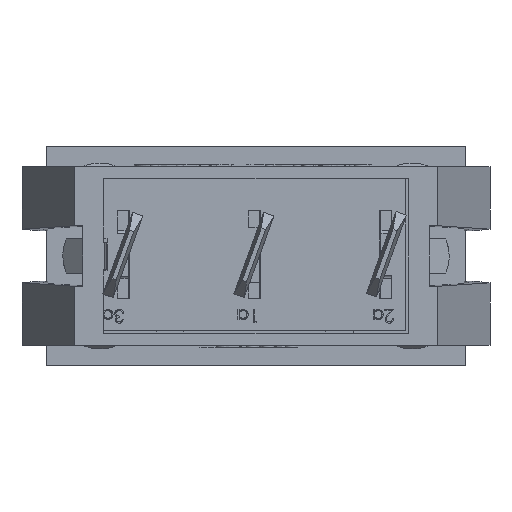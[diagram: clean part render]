
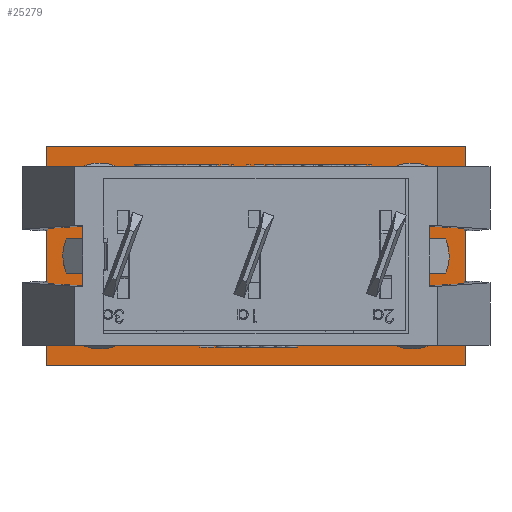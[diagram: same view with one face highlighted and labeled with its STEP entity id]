
A CAD part, front view. The second image highlights one B-rep face of the part: STEP entity #25279.
In plain terms, the highlighted planar face has unit normal (0, -1, 0).
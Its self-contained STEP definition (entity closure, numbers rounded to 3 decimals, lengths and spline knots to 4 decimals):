
#1279=FACE_BOUND('',#3366,.T.);
#1529=CIRCLE('',#26735,0.125);
#1530=CIRCLE('',#26736,0.125);
#1531=CIRCLE('',#26737,0.125);
#1532=CIRCLE('',#26738,0.125);
#1533=CIRCLE('',#26739,0.125);
#1534=CIRCLE('',#26740,0.125);
#1951=FACE_OUTER_BOUND('',#3365,.T.);
#3365=EDGE_LOOP('',(#18444,#18445,#18446,#18447));
#3366=EDGE_LOOP('',(#18448,#18449,#18450,#18451,#18452,#18453,#18454,#18455,
#18456,#18457,#18458,#18459,#18460,#18461,#18462,#18463,#18464,#18465,#18466,
#18467));
#5217=LINE('',#38231,#7844);
#5221=LINE('',#38239,#7848);
#5225=LINE('',#38247,#7852);
#5478=LINE('',#42018,#8105);
#5482=LINE('',#42026,#8109);
#5486=LINE('',#42034,#8113);
#5628=LINE('',#43479,#8255);
#5629=LINE('',#43481,#8256);
#5630=LINE('',#43483,#8257);
#5631=LINE('',#43484,#8258);
#5632=LINE('',#43488,#8259);
#5633=LINE('',#43490,#8260);
#5634=LINE('',#43494,#8261);
#5635=LINE('',#43495,#8262);
#5636=LINE('',#43499,#8263);
#5637=LINE('',#43501,#8264);
#5638=LINE('',#43505,#8265);
#5639=LINE('',#43506,#8266);
#7844=VECTOR('',#29227,0.);
#7848=VECTOR('',#29231,0.8);
#7852=VECTOR('',#29235,0.);
#8105=VECTOR('',#29520,0.);
#8109=VECTOR('',#29524,0.8);
#8113=VECTOR('',#29528,0.);
#8255=VECTOR('',#29762,1.205);
#8256=VECTOR('',#29763,0.63);
#8257=VECTOR('',#29764,1.205);
#8258=VECTOR('',#29765,0.63);
#8259=VECTOR('',#29770,0.208);
#8260=VECTOR('',#29771,0.047);
#8261=VECTOR('',#29774,0.047);
#8262=VECTOR('',#29775,0.208);
#8263=VECTOR('',#29780,0.208);
#8264=VECTOR('',#29781,0.047);
#8265=VECTOR('',#29784,0.047);
#8266=VECTOR('',#29785,0.208);
#10363=VERTEX_POINT('',#38228);
#10364=VERTEX_POINT('',#38230);
#10367=VERTEX_POINT('',#38236);
#10368=VERTEX_POINT('',#38238);
#10371=VERTEX_POINT('',#38244);
#10372=VERTEX_POINT('',#38246);
#10826=VERTEX_POINT('',#42015);
#10827=VERTEX_POINT('',#42017);
#10830=VERTEX_POINT('',#42023);
#10831=VERTEX_POINT('',#42025);
#10834=VERTEX_POINT('',#42031);
#10835=VERTEX_POINT('',#42033);
#11064=VERTEX_POINT('',#43477);
#11065=VERTEX_POINT('',#43478);
#11066=VERTEX_POINT('',#43480);
#11067=VERTEX_POINT('',#43482);
#11068=VERTEX_POINT('',#43487);
#11069=VERTEX_POINT('',#43489);
#11070=VERTEX_POINT('',#43491);
#11071=VERTEX_POINT('',#43493);
#11072=VERTEX_POINT('',#43498);
#11073=VERTEX_POINT('',#43500);
#11074=VERTEX_POINT('',#43502);
#11075=VERTEX_POINT('',#43504);
#13114=EDGE_CURVE('',#10363,#10364,#5217,.T.);
#13118=EDGE_CURVE('',#10367,#10368,#5221,.T.);
#13122=EDGE_CURVE('',#10371,#10372,#5225,.T.);
#13579=EDGE_CURVE('',#10827,#10826,#5478,.T.);
#13583=EDGE_CURVE('',#10831,#10830,#5482,.T.);
#13587=EDGE_CURVE('',#10835,#10834,#5486,.T.);
#13832=EDGE_CURVE('',#11064,#11065,#5628,.T.);
#13833=EDGE_CURVE('',#11066,#11064,#5629,.T.);
#13834=EDGE_CURVE('',#11067,#11066,#5630,.T.);
#13835=EDGE_CURVE('',#11065,#11067,#5631,.T.);
#13836=EDGE_CURVE('',#10831,#10834,#1529,.T.);
#13837=EDGE_CURVE('',#10827,#10830,#1530,.T.);
#13838=EDGE_CURVE('',#10826,#11068,#5632,.T.);
#13839=EDGE_CURVE('',#11068,#11069,#5633,.T.);
#13840=EDGE_CURVE('',#11069,#11070,#1531,.T.);
#13841=EDGE_CURVE('',#11070,#11071,#5634,.T.);
#13842=EDGE_CURVE('',#11071,#10372,#5635,.T.);
#13843=EDGE_CURVE('',#10368,#10371,#1532,.T.);
#13844=EDGE_CURVE('',#10364,#10367,#1533,.T.);
#13845=EDGE_CURVE('',#11072,#10363,#5636,.T.);
#13846=EDGE_CURVE('',#11073,#11072,#5637,.T.);
#13847=EDGE_CURVE('',#11074,#11073,#1534,.T.);
#13848=EDGE_CURVE('',#11075,#11074,#5638,.T.);
#13849=EDGE_CURVE('',#10835,#11075,#5639,.T.);
#18444=ORIENTED_EDGE('',*,*,#13832,.F.);
#18445=ORIENTED_EDGE('',*,*,#13833,.F.);
#18446=ORIENTED_EDGE('',*,*,#13834,.F.);
#18447=ORIENTED_EDGE('',*,*,#13835,.F.);
#18448=ORIENTED_EDGE('',*,*,#13836,.F.);
#18449=ORIENTED_EDGE('',*,*,#13583,.T.);
#18450=ORIENTED_EDGE('',*,*,#13837,.F.);
#18451=ORIENTED_EDGE('',*,*,#13579,.T.);
#18452=ORIENTED_EDGE('',*,*,#13838,.T.);
#18453=ORIENTED_EDGE('',*,*,#13839,.T.);
#18454=ORIENTED_EDGE('',*,*,#13840,.T.);
#18455=ORIENTED_EDGE('',*,*,#13841,.T.);
#18456=ORIENTED_EDGE('',*,*,#13842,.T.);
#18457=ORIENTED_EDGE('',*,*,#13122,.F.);
#18458=ORIENTED_EDGE('',*,*,#13843,.F.);
#18459=ORIENTED_EDGE('',*,*,#13118,.F.);
#18460=ORIENTED_EDGE('',*,*,#13844,.F.);
#18461=ORIENTED_EDGE('',*,*,#13114,.F.);
#18462=ORIENTED_EDGE('',*,*,#13845,.F.);
#18463=ORIENTED_EDGE('',*,*,#13846,.F.);
#18464=ORIENTED_EDGE('',*,*,#13847,.F.);
#18465=ORIENTED_EDGE('',*,*,#13848,.F.);
#18466=ORIENTED_EDGE('',*,*,#13849,.F.);
#18467=ORIENTED_EDGE('',*,*,#13587,.T.);
#23001=PLANE('',#26734);
#25279=ADVANCED_FACE('',(#1951,#1279),#23001,.F.);
#26734=AXIS2_PLACEMENT_3D('',#43476,#29760,#29761);
#26735=AXIS2_PLACEMENT_3D('',#43485,#29766,#29767);
#26736=AXIS2_PLACEMENT_3D('',#43486,#29768,#29769);
#26737=AXIS2_PLACEMENT_3D('',#43492,#29772,#29773);
#26738=AXIS2_PLACEMENT_3D('',#43496,#29776,#29777);
#26739=AXIS2_PLACEMENT_3D('',#43497,#29778,#29779);
#26740=AXIS2_PLACEMENT_3D('',#43503,#29782,#29783);
#29227=DIRECTION('',(-1.,0.,0.));
#29231=DIRECTION('',(-1.,0.,0.));
#29235=DIRECTION('',(-1.,0.,0.));
#29520=DIRECTION('',(-1.,0.,0.));
#29524=DIRECTION('',(-1.,0.,0.));
#29528=DIRECTION('',(-1.,0.,0.));
#29760=DIRECTION('center_axis',(0.,1.,0.));
#29761=DIRECTION('ref_axis',(0.,0.,1.));
#29762=DIRECTION('',(1.,0.,0.));
#29763=DIRECTION('',(0.,0.,1.));
#29764=DIRECTION('',(-1.,0.,0.));
#29765=DIRECTION('',(0.,0.,-1.));
#29766=DIRECTION('center_axis',(0.,-1.,0.));
#29767=DIRECTION('ref_axis',(0.,0.,-1.));
#29768=DIRECTION('center_axis',(0.,-1.,0.));
#29769=DIRECTION('ref_axis',(0.,0.,-1.));
#29770=DIRECTION('',(0.,0.,1.));
#29771=DIRECTION('',(-1.,0.,0.));
#29772=DIRECTION('center_axis',(0.,1.,0.));
#29773=DIRECTION('ref_axis',(0.,0.,-1.));
#29774=DIRECTION('',(1.,0.,0.));
#29775=DIRECTION('',(0.,0.,1.));
#29776=DIRECTION('center_axis',(0.,-1.,0.));
#29777=DIRECTION('ref_axis',(0.,0.,-1.));
#29778=DIRECTION('center_axis',(0.,-1.,0.));
#29779=DIRECTION('ref_axis',(0.,0.,-1.));
#29780=DIRECTION('',(0.,0.,1.));
#29781=DIRECTION('',(-1.,0.,0.));
#29782=DIRECTION('center_axis',(0.,-1.,0.));
#29783=DIRECTION('ref_axis',(0.,0.,-1.));
#29784=DIRECTION('',(1.,0.,0.));
#29785=DIRECTION('',(0.,0.,1.));
#38228=CARTESIAN_POINT('',(-0.3734,1.2743,0.257));
#38230=CARTESIAN_POINT('',(-0.3734,1.2743,0.257));
#38231=CARTESIAN_POINT('',(-0.3734,1.2743,0.257));
#38236=CARTESIAN_POINT('',(-0.4714,1.2743,0.257));
#38238=CARTESIAN_POINT('',(-1.2714,1.2743,0.257));
#38239=CARTESIAN_POINT('',(-0.4714,1.2743,0.257));
#38244=CARTESIAN_POINT('',(-1.3694,1.2743,0.257));
#38246=CARTESIAN_POINT('',(-1.3694,1.2743,0.257));
#38247=CARTESIAN_POINT('',(-1.3694,1.2743,0.257));
#42015=CARTESIAN_POINT('',(-1.3694,1.2743,-0.257));
#42017=CARTESIAN_POINT('',(-1.3694,1.2743,-0.257));
#42018=CARTESIAN_POINT('',(-1.3694,1.2743,-0.257));
#42023=CARTESIAN_POINT('',(-1.2714,1.2743,-0.257));
#42025=CARTESIAN_POINT('',(-0.4714,1.2743,-0.257));
#42026=CARTESIAN_POINT('',(-0.4714,1.2743,-0.257));
#42031=CARTESIAN_POINT('',(-0.3734,1.2743,-0.257));
#42033=CARTESIAN_POINT('',(-0.3734,1.2743,-0.257));
#42034=CARTESIAN_POINT('',(-0.3734,1.2743,-0.257));
#43476=CARTESIAN_POINT('Origin',(-0.2689,1.2743,-0.315));
#43477=CARTESIAN_POINT('',(-1.4739,1.2743,0.315));
#43478=CARTESIAN_POINT('',(-0.2689,1.2743,0.315));
#43479=CARTESIAN_POINT('',(-1.4739,1.2743,0.315));
#43480=CARTESIAN_POINT('',(-1.4739,1.2743,-0.315));
#43481=CARTESIAN_POINT('',(-1.4739,1.2743,-0.315));
#43482=CARTESIAN_POINT('',(-0.2689,1.2743,-0.315));
#43483=CARTESIAN_POINT('',(-0.2689,1.2743,-0.315));
#43484=CARTESIAN_POINT('',(-0.2689,1.2743,0.315));
#43485=CARTESIAN_POINT('Origin',(-0.4224,1.2743,-0.142));
#43486=CARTESIAN_POINT('Origin',(-1.3204,1.2743,-0.142));
#43487=CARTESIAN_POINT('',(-1.3694,1.2743,-0.049));
#43488=CARTESIAN_POINT('',(-1.3694,1.2743,-0.257));
#43489=CARTESIAN_POINT('',(-1.4164,1.2743,-0.049));
#43490=CARTESIAN_POINT('',(-1.3694,1.2743,-0.049));
#43491=CARTESIAN_POINT('',(-1.4164,1.2743,0.049));
#43492=CARTESIAN_POINT('Origin',(-1.3014,1.2743,0.));
#43493=CARTESIAN_POINT('',(-1.3694,1.2743,0.049));
#43494=CARTESIAN_POINT('',(-1.4164,1.2743,0.049));
#43495=CARTESIAN_POINT('',(-1.3694,1.2743,0.049));
#43496=CARTESIAN_POINT('Origin',(-1.3204,1.2743,0.142));
#43497=CARTESIAN_POINT('Origin',(-0.4224,1.2743,0.142));
#43498=CARTESIAN_POINT('',(-0.3734,1.2743,0.049));
#43499=CARTESIAN_POINT('',(-0.3734,1.2743,0.049));
#43500=CARTESIAN_POINT('',(-0.3264,1.2743,0.049));
#43501=CARTESIAN_POINT('',(-0.3264,1.2743,0.049));
#43502=CARTESIAN_POINT('',(-0.3264,1.2743,-0.049));
#43503=CARTESIAN_POINT('Origin',(-0.4414,1.2743,0.));
#43504=CARTESIAN_POINT('',(-0.3734,1.2743,-0.049));
#43505=CARTESIAN_POINT('',(-0.3734,1.2743,-0.049));
#43506=CARTESIAN_POINT('',(-0.3734,1.2743,-0.257));
